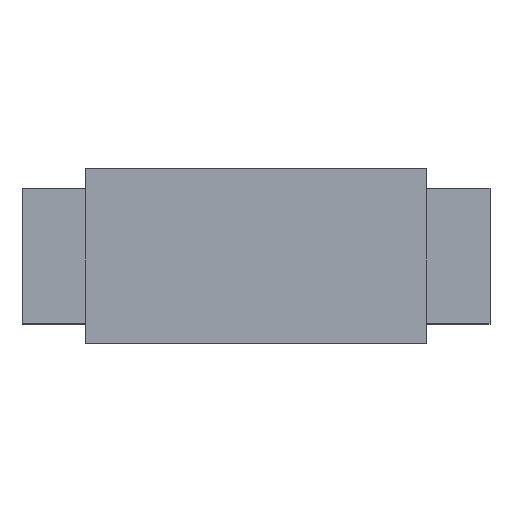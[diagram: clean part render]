
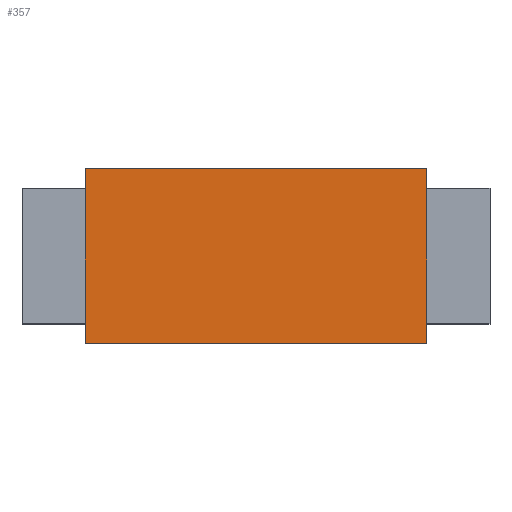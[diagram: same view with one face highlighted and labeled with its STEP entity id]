
A CAD part, top view. The second image highlights one B-rep face of the part: STEP entity #357.
In plain terms, the highlighted planar face has unit normal (0, 0, 1).
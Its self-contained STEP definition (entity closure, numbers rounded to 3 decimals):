
#31=FACE_OUTER_BOUND('',#49,.T.);
#49=EDGE_LOOP('',(#307,#308,#309,#310));
#87=LINE('',#555,#135);
#90=LINE('',#560,#138);
#94=LINE('',#568,#142);
#97=LINE('',#572,#145);
#135=VECTOR('',#455,10.);
#138=VECTOR('',#460,10.);
#142=VECTOR('',#466,10.);
#145=VECTOR('',#471,10.);
#173=VERTEX_POINT('',#552);
#174=VERTEX_POINT('',#554);
#175=VERTEX_POINT('',#559);
#178=VERTEX_POINT('',#567);
#215=EDGE_CURVE('',#174,#173,#87,.T.);
#218=EDGE_CURVE('',#175,#174,#90,.T.);
#222=EDGE_CURVE('',#178,#175,#94,.T.);
#225=EDGE_CURVE('',#173,#178,#97,.T.);
#307=ORIENTED_EDGE('',*,*,#225,.T.);
#308=ORIENTED_EDGE('',*,*,#222,.T.);
#309=ORIENTED_EDGE('',*,*,#218,.T.);
#310=ORIENTED_EDGE('',*,*,#215,.T.);
#339=PLANE('',#389);
#357=ADVANCED_FACE('',(#31),#339,.T.);
#389=AXIS2_PLACEMENT_3D('',#574,#473,#474);
#455=DIRECTION('',(1.,0.,0.));
#460=DIRECTION('',(0.,-1.,0.));
#466=DIRECTION('',(-1.,0.,0.));
#471=DIRECTION('',(0.,1.,0.));
#473=DIRECTION('center_axis',(0.,0.,1.));
#474=DIRECTION('ref_axis',(1.,0.,0.));
#552=CARTESIAN_POINT('',(6.35,-3.24,0.25));
#554=CARTESIAN_POINT('',(-6.35,-3.24,0.25));
#555=CARTESIAN_POINT('',(-6.35,-3.24,0.25));
#559=CARTESIAN_POINT('',(-6.35,3.24,0.25));
#560=CARTESIAN_POINT('',(-6.35,3.24,0.25));
#567=CARTESIAN_POINT('',(6.35,3.24,0.25));
#568=CARTESIAN_POINT('',(6.35,3.24,0.25));
#572=CARTESIAN_POINT('',(6.35,-3.24,0.25));
#574=CARTESIAN_POINT('Origin',(0.,0.,0.25));
